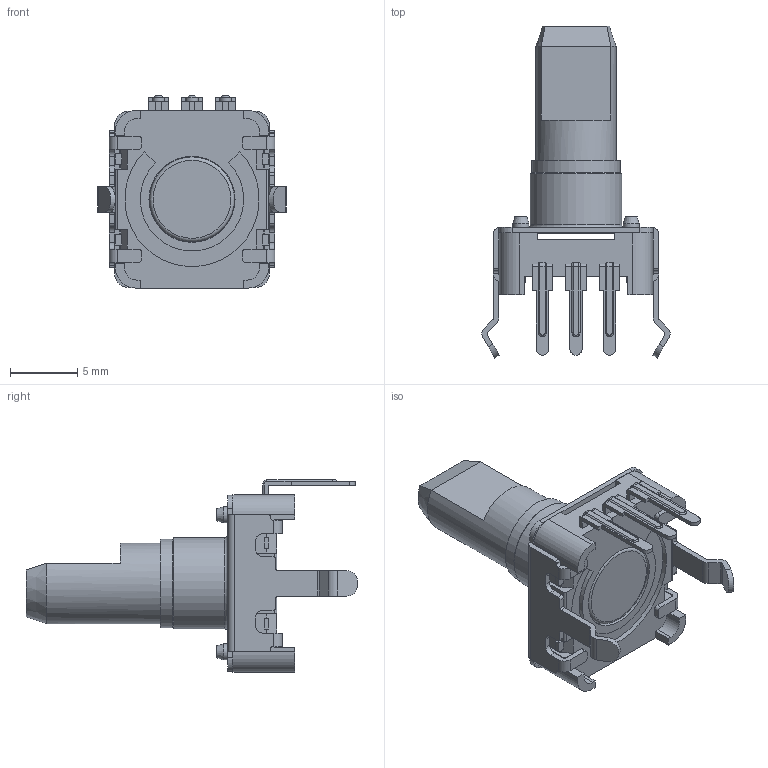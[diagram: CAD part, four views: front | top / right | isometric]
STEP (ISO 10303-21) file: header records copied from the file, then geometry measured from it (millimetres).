
FILE_DESCRIPTION(/* description */ (''),/* implementation_level */ '2;1');
FILE_NAME(/* name */ 'pec12-4x20f-nxxxx v2.step',/* time_stamp */ '2018-11-08T15:31:16-05:00',/* author */ ('kiranshila'),/* organization */ (''),/* preprocessor_version */ 'ST-DEVELOPER v17.2',/* originating_system */ 'Autodesk Translation Framework v7.6.0.251',/* authorisation */ '');
FILE_SCHEMA (('AUTOMOTIVE_DESIGN { 1 0 10303 214 3 1 1 }'));
Length unit declared in the file: millimetre
Products named in the file (5): pec12-4x20f-nxxxx; PEC12-BODY; PEC12-LID; PEC12-TERMINALS; PEC12-ROTOR
Assembly tree (6 placements, depth 2):
  pec12-4x20f-nxxxx
    PEC12-BODY
    PEC12-LID
    PEC12-TERMINALS  x3
    PEC12-ROTOR
Bounding box: 14 x 24.7 x 14.29 mm (x, y, z)
Volume: 672 mm3; surface area: 1669.3 mm2
Topology: 7 solids, 9 shells, 369 faces, 1037 edges, 692 vertices
Faces by surface type: plane 230, cylinder 117, torus 12, cone 10
Full cylindrical faces by diameter (mm): 1.2 x6, 1.3 x2, 6 x1, 6.07 x1, 6.12 x1, 6.3 x1, 6.4 x1, 6.6 x1, 6.8 x1, 7.3 x1, 7.5 x1, 10.9 x1
Entity records: 10315 total; most frequent: CARTESIAN_POINT 1799, DIRECTION 1787, ORIENTED_EDGE 1758, EDGE_CURVE 879, LINE 603, VECTOR 603, VERTEX_POINT 592, AXIS2_PLACEMENT_3D 592
